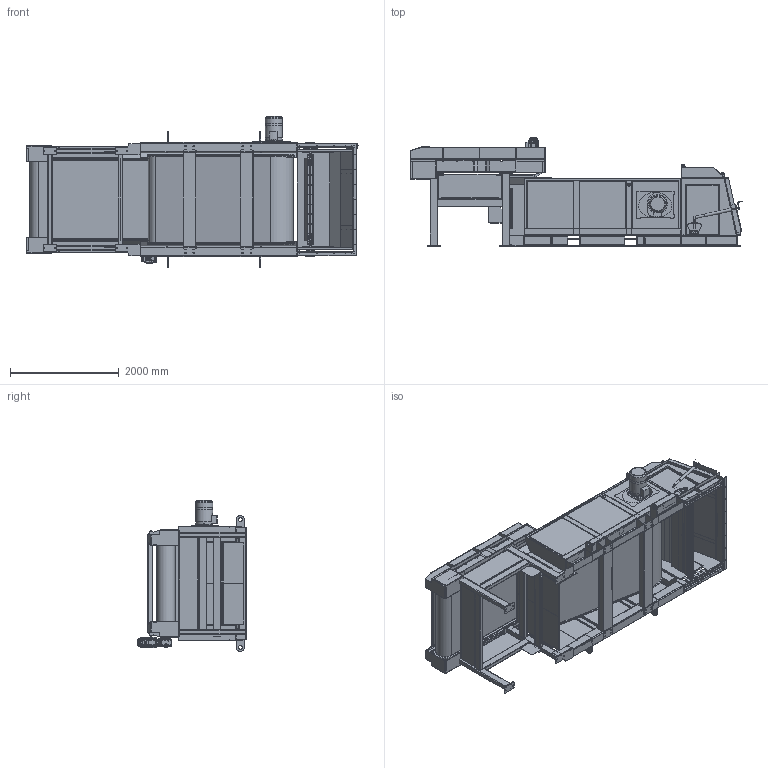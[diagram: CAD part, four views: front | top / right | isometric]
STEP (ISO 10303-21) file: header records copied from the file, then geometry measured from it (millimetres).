
FILE_DESCRIPTION(/* description */ ('REC MASTER'),/* implementation_level */ '2;1');
FILE_NAME(/* name */ 'E0139716.stp',/* time_stamp */ '2021-02-17T14:02:47+01:00',/* author */ ('tt'),/* organization */ (''),/* preprocessor_version */ 'ST-DEVELOPER v18.1',/* originating_system */ 'Autodesk Inventor 2021',/* authorisation */ '');
FILE_SCHEMA (('AUTOMOTIVE_DESIGN { 1 0 10303 214 3 1 1 }'));
Products named in the file (18): E0126747; E0126679; E0126663; E0126670; 45.1800085; E0127566; E0127574; E0127564; E0127573; E0127568; MO30008401; E0126693; E0126688; E0134792; E0067603; E0127567; E0137513; E0126637
Assembly tree (17 placements, depth 2):
  E0126747
    E0126679
    E0126663
    E0126670
    45.1800085
    E0127566
    E0127574
    E0127564
    E0127573
    E0127568
    MO30008401
    E0126693
    E0126688
    E0134792
    E0067603
    E0127567
    E0137513
    E0126637
Bounding box: 6110.95 x 1994 x 2779.58 mm (x, y, z)
Volume: 435337451.1 mm3; surface area: 127432064.4 mm2
Topology: 49 solids, 49 shells, 5398 faces, 14740 edges, 9300 vertices
Faces by surface type: plane 3130, cylinder 2048, bspline 135, cone 59, torus 20, sphere 6
Full cylindrical faces by diameter (mm): 6 x4, 6.75 x20, 8 x2, 8.5 x6, 9 x4, 10 x14, 10.4 x1, 11 x1, 12 x27, 13.5 x8, 13.8 x1, 14 x6, 16 x3, 17 x1, 18 x4, 20 x2, 26 x2, 35 x4, 37 x1, 40 x1, 41.4 x1, 42 x2, 44 x2, 45 x1, 50 x1, 52 x1, 55 x2, 65 x4, 67 x1, 68 x1
Entity records: 181690 total; most frequent: CARTESIAN_POINT 37241, ORIENTED_EDGE 29506, DIRECTION 29064, EDGE_CURVE 14753, LINE 10084, VECTOR 10084, AXIS2_PLACEMENT_3D 9490, VERTEX_POINT 9308
